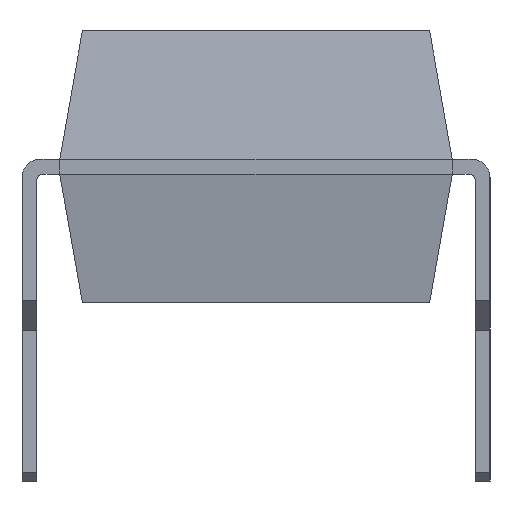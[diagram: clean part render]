
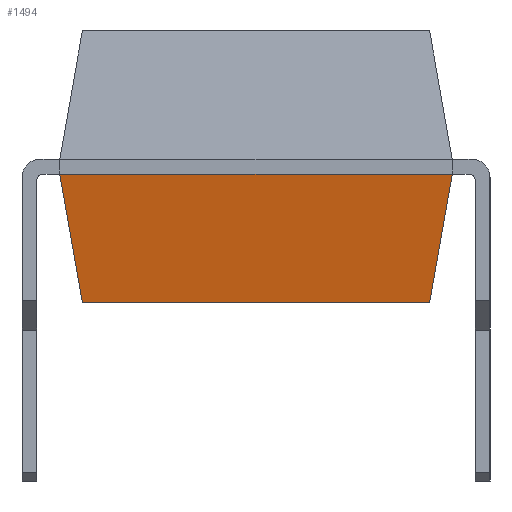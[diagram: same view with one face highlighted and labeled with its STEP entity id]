
A CAD part, front view. The second image highlights one B-rep face of the part: STEP entity #1494.
In plain terms, the highlighted face is planar.
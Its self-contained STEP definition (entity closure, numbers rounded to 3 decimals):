
#1100 = VERTEX_POINT ( 'NONE', #3689 ) ;
#1398 = EDGE_CURVE ( 'NONE', #1100, #1575, #4389, .T. ) ;
#1421 = ORIENTED_EDGE ( 'NONE', *, *, #1528, .T. ) ;
#1422 = ORIENTED_EDGE ( 'NONE', *, *, #1398, .T. ) ;
#1423 = ORIENTED_EDGE ( 'NONE', *, *, #1424, .F. ) ;
#1424 = EDGE_CURVE ( 'NONE', #1520, #1575, #4198, .T. ) ;
#1425 = ORIENTED_EDGE ( 'NONE', *, *, #1519, .T. ) ;
#1494 = ADVANCED_FACE ( 'NONE', ( #4000 ), #4298, .T. ) ;
#1495 = EDGE_LOOP ( 'NONE', ( #1421, #1422, #1423, #1425 ) ) ;
#1519 = EDGE_CURVE ( 'NONE', #1520, #1555, #4503, .T. ) ;
#1520 = VERTEX_POINT ( 'NONE', #4597 ) ;
#1528 = EDGE_CURVE ( 'NONE', #1555, #1100, #4567, .T. ) ;
#1555 = VERTEX_POINT ( 'NONE', #4539 ) ;
#1575 = VERTEX_POINT ( 'NONE', #4616 ) ;
#3689 = CARTESIAN_POINT ( 'NONE',  ( 9.75, -3.3, 2.67 ) ) ;
#4000 = FACE_OUTER_BOUND ( 'NONE', #1495, .T. ) ;
#4193 = DIRECTION ( 'NONE',  ( 0., -1., 0. ) ) ;
#4194 = VECTOR ( 'NONE', #4193, 1000. ) ;
#4196 = CARTESIAN_POINT ( 'NONE',  ( 9.369, -3.3, 0.51 ) ) ;
#4198 = LINE ( 'NONE', #4196, #4194 ) ;
#4286 = DIRECTION ( 'NONE',  ( -0.174, 0., -0.985 ) ) ;
#4288 = DIRECTION ( 'NONE',  ( 0.985, 0., -0.174 ) ) ;
#4290 = CARTESIAN_POINT ( 'NONE',  ( 9.369, -3.3, 0.51 ) ) ;
#4291 = AXIS2_PLACEMENT_3D ( 'NONE', #4290, #4288, #4286 ) ;
#4298 = PLANE ( 'NONE',  #4291 ) ;
#4383 = DIRECTION ( 'NONE',  ( -0.171, 0.171, -0.97 ) ) ;
#4385 = VECTOR ( 'NONE', #4383, 1000. ) ;
#4387 = CARTESIAN_POINT ( 'NONE',  ( 9.75, -3.3, 2.67 ) ) ;
#4389 = LINE ( 'NONE', #4387, #4385 ) ;
#4503 = LINE ( 'NONE', #4600, #4599 ) ;
#4539 = CARTESIAN_POINT ( 'NONE',  ( 9.75, 3.3, 2.67 ) ) ;
#4564 = DIRECTION ( 'NONE',  ( 0., -1., 0. ) ) ;
#4565 = VECTOR ( 'NONE', #4564, 1000. ) ;
#4566 = CARTESIAN_POINT ( 'NONE',  ( 9.75, -3.3, 2.67 ) ) ;
#4567 = LINE ( 'NONE', #4566, #4565 ) ;
#4597 = CARTESIAN_POINT ( 'NONE',  ( 9.369, 2.919, 0.51 ) ) ;
#4598 = DIRECTION ( 'NONE',  ( 0.171, 0.171, 0.97 ) ) ;
#4599 = VECTOR ( 'NONE', #4598, 1000. ) ;
#4600 = CARTESIAN_POINT ( 'NONE',  ( 9.369, 2.919, 0.51 ) ) ;
#4616 = CARTESIAN_POINT ( 'NONE',  ( 9.369, -2.919, 0.51 ) ) ;
